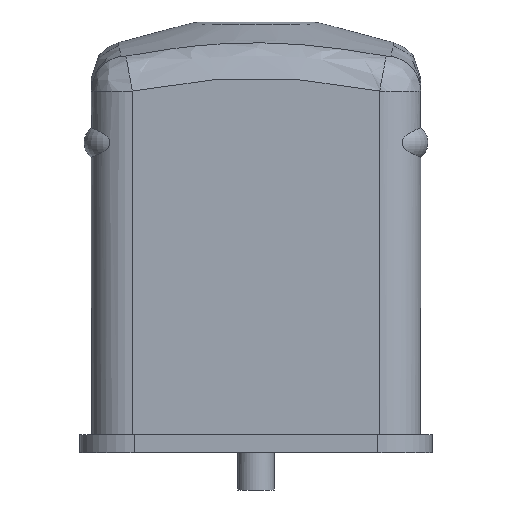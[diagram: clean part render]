
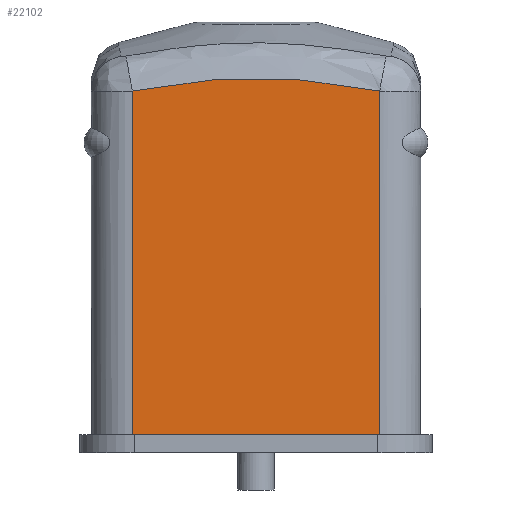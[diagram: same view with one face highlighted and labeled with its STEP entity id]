
A CAD part, front view. The second image highlights one B-rep face of the part: STEP entity #22102.
In plain terms, the highlighted planar face has unit normal (0, -1, 0).
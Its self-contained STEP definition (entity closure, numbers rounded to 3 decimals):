
#22094=AXIS2_PLACEMENT_3D('Plane Axis2P3D',#22091,#22092,#22093) ;
#17250=CARTESIAN_POINT('Vertex',(24.85,0.95,4.6)) ;
#17253=CARTESIAN_POINT('Line Origine',(14.6,0.95,4.6)) ;
#17257=CARTESIAN_POINT('Vertex',(4.35,0.95,4.6)) ;
#17609=CARTESIAN_POINT('Line Origine',(4.35,0.95,38.8)) ;
#17613=CARTESIAN_POINT('Vertex',(4.35,0.95,33.073)) ;
#17691=CARTESIAN_POINT('Vertex',(24.85,0.95,33.073)) ;
#17694=CARTESIAN_POINT('Line Origine',(24.85,0.95,38.8)) ;
#18391=CARTESIAN_POINT('Control Point',(24.85,0.95,33.073)) ;
#18392=CARTESIAN_POINT('Control Point',(23.37,0.95,33.348)) ;
#18393=CARTESIAN_POINT('Control Point',(21.889,0.95,33.598)) ;
#18394=CARTESIAN_POINT('Control Point',(20.407,0.95,33.811)) ;
#18395=CARTESIAN_POINT('Control Point',(18.288,0.95,34.045)) ;
#18396=CARTESIAN_POINT('Control Point',(16.165,0.95,34.156)) ;
#18397=CARTESIAN_POINT('Control Point',(15.558,0.95,34.175)) ;
#18398=CARTESIAN_POINT('Control Point',(14.374,0.95,34.191)) ;
#18399=CARTESIAN_POINT('Control Point',(13.188,0.95,34.161)) ;
#18400=CARTESIAN_POINT('Control Point',(12.579,0.95,34.135)) ;
#18401=CARTESIAN_POINT('Control Point',(10.557,0.95,34.008)) ;
#18402=CARTESIAN_POINT('Control Point',(8.536,0.95,33.773)) ;
#18403=CARTESIAN_POINT('Control Point',(7.103,0.95,33.563)) ;
#18404=CARTESIAN_POINT('Control Point',(5.725,0.95,33.329)) ;
#18405=CARTESIAN_POINT('Control Point',(4.35,0.95,33.073)) ;
#22091=CARTESIAN_POINT('Axis2P3D Location',(15.624,0.95,16.764)) ;
#17254=DIRECTION('Vector Direction',(-1.,0.,0.)) ;
#17610=DIRECTION('Vector Direction',(0.,0.,-1.)) ;
#17695=DIRECTION('Vector Direction',(0.,0.,-1.)) ;
#22092=DIRECTION('Axis2P3D Direction',(0.,-1.,0.)) ;
#22093=DIRECTION('Axis2P3D XDirection',(0.,0.,-1.)) ;
#17255=VECTOR('Line Direction',#17254,1.) ;
#17611=VECTOR('Line Direction',#17610,1.) ;
#17696=VECTOR('Line Direction',#17695,1.) ;
#22097=ORIENTED_EDGE('',*,*,#17698,.F.) ;
#22098=ORIENTED_EDGE('',*,*,#18406,.T.) ;
#22099=ORIENTED_EDGE('',*,*,#17615,.T.) ;
#22100=ORIENTED_EDGE('',*,*,#17259,.F.) ;
#22102=ADVANCED_FACE('Hauptkoerper',(#22101),#22095,.T.) ;
#18390=B_SPLINE_CURVE_WITH_KNOTS('',5,(#18391,#18392,#18393,#18394,#18395,#18396,#18397,#18398,#18399,#18400,#18401,#18402,#18403,#18404,#18405),.UNSPECIFIED.,.F.,.U.,(6,3,3,3,6),(0.,10.751,15.367,19.982,29.945),.UNSPECIFIED.) ;
#17259=EDGE_CURVE('',#17251,#17258,#17256,.T.) ;
#17615=EDGE_CURVE('',#17614,#17258,#17612,.T.) ;
#17698=EDGE_CURVE('',#17692,#17251,#17697,.T.) ;
#18406=EDGE_CURVE('',#17692,#17614,#18390,.T.) ;
#22096=EDGE_LOOP('',(#22097,#22098,#22099,#22100)) ;
#22101=FACE_OUTER_BOUND('',#22096,.T.) ;
#17256=LINE('Line',#17253,#17255) ;
#17612=LINE('Line',#17609,#17611) ;
#17697=LINE('Line',#17694,#17696) ;
#22095=PLANE('',#22094) ;
#17251=VERTEX_POINT('',#17250) ;
#17258=VERTEX_POINT('',#17257) ;
#17614=VERTEX_POINT('',#17613) ;
#17692=VERTEX_POINT('',#17691) ;
